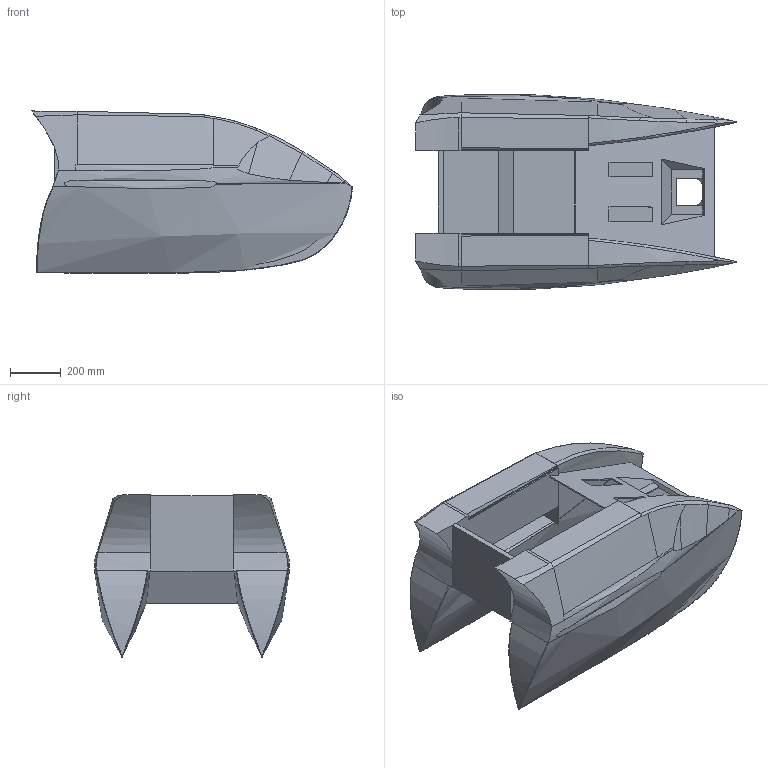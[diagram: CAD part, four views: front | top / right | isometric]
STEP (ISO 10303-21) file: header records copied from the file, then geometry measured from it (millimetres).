
FILE_DESCRIPTION(/* description */ (''),/* implementation_level */ '2;1');
FILE_NAME(/* name */ 'Govde2.step',/* time_stamp */ '2022-12-17T16:10:56+03:00',/* author */ (''),/* organization */ (''),/* preprocessor_version */ 'ST-DEVELOPER v19.2',/* originating_system */ 'Autodesk Translation Framework v11.17.0.187',/* authorisation */ '');
FILE_SCHEMA (('AUTOMOTIVE_DESIGN { 1 0 10303 214 3 1 1 }'));
Length unit declared in the file: millimetre
Products named in the file (1): Govde
Bounding box: 1261.66 x 767.7 x 638.29 mm (x, y, z)
Volume: 65596497.6 mm3; surface area: 7573347.5 mm2
Topology: 1 solids, 3 shells, 211 faces, 616 edges, 406 vertices
Faces by surface type: plane 123, bspline 82, cylinder 4, sphere 2
Entity records: 13366 total; most frequent: CARTESIAN_POINT 8572, ORIENTED_EDGE 1232, EDGE_CURVE 616, DIRECTION 588, VERTEX_POINT 406, LINE 296, VECTOR 296, B_SPLINE_CURVE_WITH_KNOTS 296
